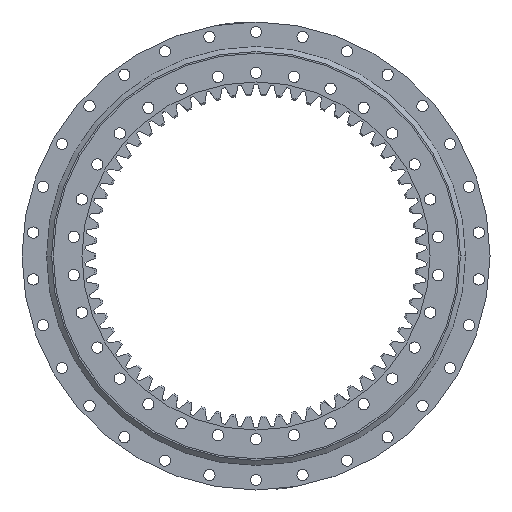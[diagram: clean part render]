
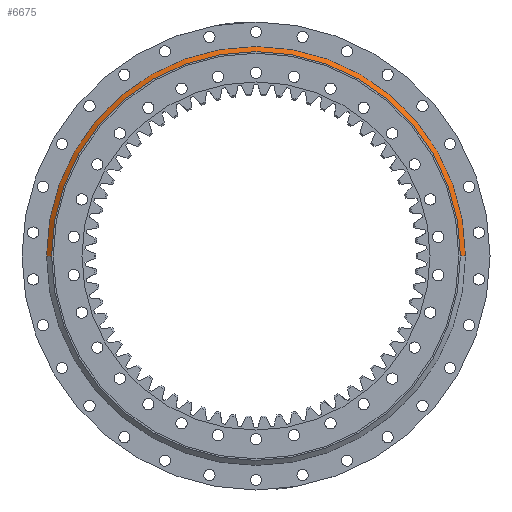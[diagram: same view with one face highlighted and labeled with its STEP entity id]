
A CAD part, front view. The second image highlights one B-rep face of the part: STEP entity #6675.
In plain terms, the highlighted conical face has half-angle 49.914 degrees and reference radius 245.5 mm.
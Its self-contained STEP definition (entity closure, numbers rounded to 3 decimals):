
#230 = ORIENTED_EDGE ( 'NONE', *, *, #6499, .F. ) ;
#1519 = CARTESIAN_POINT ( 'NONE',  ( -245.5, -25.05, 0. ) ) ;
#1560 = CARTESIAN_POINT ( 'NONE',  ( 245.5, -25.05, 0. ) ) ;
#2152 = ORIENTED_EDGE ( 'NONE', *, *, #5060, .T. ) ;
#2175 = ORIENTED_EDGE ( 'NONE', *, *, #14516, .F. ) ;
#2432 = CARTESIAN_POINT ( 'NONE',  ( 245.5, -25.05, 0. ) ) ;
#3170 = VERTEX_POINT ( 'NONE', #2432 ) ;
#3350 = CARTESIAN_POINT ( 'NONE',  ( 0., -20., 0. ) ) ;
#3391 = VERTEX_POINT ( 'NONE', #18236 ) ;
#3505 = CONICAL_SURFACE ( 'NONE', #8273, 245.5, 0.871 ) ;
#4044 = CIRCLE ( 'NONE', #16349, 251.5 ) ;
#4765 = DIRECTION ( 'NONE',  ( -1., 0., 0. ) ) ;
#5060 = EDGE_CURVE ( 'NONE', #3170, #15819, #9089, .T. ) ;
#6499 = EDGE_CURVE ( 'NONE', #12165, #3391, #19739, .T. ) ;
#6605 = ORIENTED_EDGE ( 'NONE', *, *, #16846, .T. ) ;
#6675 = ADVANCED_FACE ( 'NONE', ( #16207 ), #3505, .T. ) ;
#7018 = VECTOR ( 'NONE', #19261, 1000. ) ;
#8273 = AXIS2_PLACEMENT_3D ( 'NONE', #10413, #17040, #4765 ) ;
#8331 = DIRECTION ( 'NONE',  ( 0., 1., 0. ) ) ;
#9089 = LINE ( 'NONE', #1560, #17031 ) ;
#10413 = CARTESIAN_POINT ( 'NONE',  ( 0., -25.05, 0. ) ) ;
#12165 = VERTEX_POINT ( 'NONE', #15740 ) ;
#14516 = EDGE_CURVE ( 'NONE', #3391, #15819, #4044, .T. ) ;
#15740 = CARTESIAN_POINT ( 'NONE',  ( -245.5, -25.05, 0. ) ) ;
#15819 = VERTEX_POINT ( 'NONE', #19496 ) ;
#16207 = FACE_OUTER_BOUND ( 'NONE', #19074, .T. ) ;
#16349 = AXIS2_PLACEMENT_3D ( 'NONE', #3350, #20650, #20526 ) ;
#16846 = EDGE_CURVE ( 'NONE', #12165, #3170, #18769, .T. ) ;
#17031 = VECTOR ( 'NONE', #18784, 1000. ) ;
#17040 = DIRECTION ( 'NONE',  ( 0., 1., 0. ) ) ;
#17833 = CARTESIAN_POINT ( 'NONE',  ( 0., -25.05, 0. ) ) ;
#18236 = CARTESIAN_POINT ( 'NONE',  ( -251.5, -20., 0. ) ) ;
#18769 = CIRCLE ( 'NONE', #19872, 245.5 ) ;
#18784 = DIRECTION ( 'NONE',  ( 0.765, 0.644, 0. ) ) ;
#19074 = EDGE_LOOP ( 'NONE', ( #6605, #2152, #2175, #230 ) ) ;
#19261 = DIRECTION ( 'NONE',  ( -0.765, 0.644, 0. ) ) ;
#19449 = DIRECTION ( 'NONE',  ( -1., 0., 0. ) ) ;
#19496 = CARTESIAN_POINT ( 'NONE',  ( 251.5, -20., 0. ) ) ;
#19739 = LINE ( 'NONE', #1519, #7018 ) ;
#19872 = AXIS2_PLACEMENT_3D ( 'NONE', #17833, #8331, #19449 ) ;
#20526 = DIRECTION ( 'NONE',  ( -1., 0., 0. ) ) ;
#20650 = DIRECTION ( 'NONE',  ( 0., 1., 0. ) ) ;
